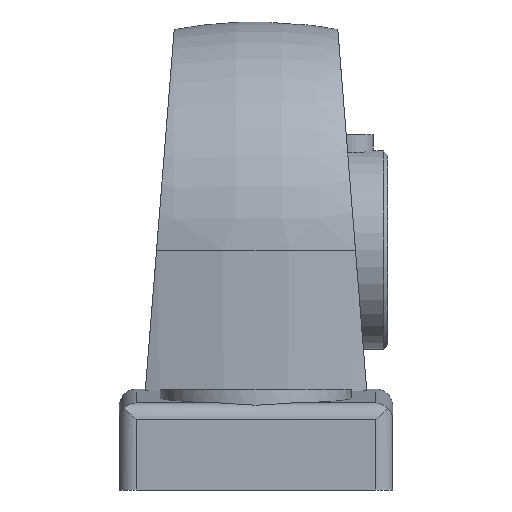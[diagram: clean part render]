
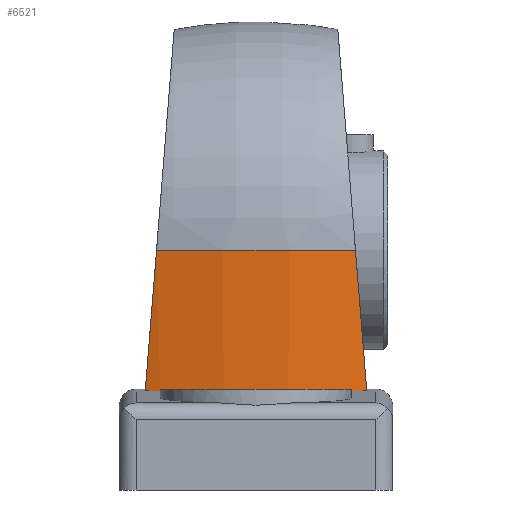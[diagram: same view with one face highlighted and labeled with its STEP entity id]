
A CAD part, front view. The second image highlights one B-rep face of the part: STEP entity #6521.
In plain terms, the highlighted cylindrical face has radius 60.579 mm (diameter 121.158 mm), a partial arc.
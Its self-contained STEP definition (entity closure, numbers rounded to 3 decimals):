
#46 = LINE ( 'NONE', #7764, #10196 ) ;
#231 = CARTESIAN_POINT ( 'NONE',  ( -15.377, -29.716, -19.547 ) ) ;
#372 = FACE_OUTER_BOUND ( 'NONE', #7109, .T. ) ;
#673 = DIRECTION ( 'NONE',  ( -1., 0., 0. ) ) ;
#733 = VERTEX_POINT ( 'NONE', #3332 ) ;
#914 = CARTESIAN_POINT ( 'NONE',  ( -15.377, -29.716, -19.547 ) ) ;
#976 = VECTOR ( 'NONE', #9003, 1000. ) ;
#1017 = CARTESIAN_POINT ( 'NONE',  ( -14.334, -29.982, -6.537 ) ) ;
#1188 = DIRECTION ( 'NONE',  ( 0., 0., 1. ) ) ;
#1339 = CARTESIAN_POINT ( 'NONE',  ( 14.688, -29.897, -19.557 ) ) ;
#1410 = CARTESIAN_POINT ( 'NONE',  ( 0., 28.879, 0. ) ) ;
#1517 = ORIENTED_EDGE ( 'NONE', *, *, #4695, .T. ) ;
#1531 = EDGE_CURVE ( 'NONE', #733, #9915, #8267, .T. ) ;
#1598 = CARTESIAN_POINT ( 'NONE',  ( -13.3, -30.222, -19.574 ) ) ;
#1599 = CARTESIAN_POINT ( 'NONE',  ( 13.81, -30.105, 0. ) ) ;
#2199 = EDGE_CURVE ( 'NONE', #6314, #9915, #46, .T. ) ;
#2202 = AXIS2_PLACEMENT_3D ( 'NONE', #7358, #8937, #673 ) ;
#2360 = CARTESIAN_POINT ( 'NONE',  ( 14.334, -29.982, -6.537 ) ) ;
#2462 = EDGE_CURVE ( 'NONE', #733, #3128, #7564, .T. ) ;
#2515 = VERTEX_POINT ( 'NONE', #9997 ) ;
#3128 = VERTEX_POINT ( 'NONE', #6062 ) ;
#3332 = CARTESIAN_POINT ( 'NONE',  ( 15.377, -29.716, -19.547 ) ) ;
#3397 = VERTEX_POINT ( 'NONE', #7980 ) ;
#3756 = DIRECTION ( 'NONE',  ( -1., 0., 0. ) ) ;
#3937 = EDGE_CURVE ( 'NONE', #7126, #3397, #8947, .T. ) ;
#4001 = CARTESIAN_POINT ( 'NONE',  ( 14.857, -29.852, -13.053 ) ) ;
#4017 = ORIENTED_EDGE ( 'NONE', *, *, #4052, .F. ) ;
#4052 = EDGE_CURVE ( 'NONE', #7126, #2515, #9806, .T. ) ;
#4109 = CARTESIAN_POINT ( 'NONE',  ( 15.377, -29.716, -19.547 ) ) ;
#4179 = CARTESIAN_POINT ( 'NONE',  ( 13.3, -30.222, -19.3 ) ) ;
#4227 = EDGE_CURVE ( 'NONE', #9591, #2515, #5403, .T. ) ;
#4286 = CARTESIAN_POINT ( 'NONE',  ( -13.81, -30.105, 0. ) ) ;
#4481 = CARTESIAN_POINT ( 'NONE',  ( 13.3, -30.222, -19.574 ) ) ;
#4508 = DIRECTION ( 'NONE',  ( -1., 0., 0. ) ) ;
#4520 = ORIENTED_EDGE ( 'NONE', *, *, #3937, .T. ) ;
#4695 = EDGE_CURVE ( 'NONE', #3397, #6314, #10577, .T. ) ;
#4721 = AXIS2_PLACEMENT_3D ( 'NONE', #1410, #9695, #3756 ) ;
#5318 = CYLINDRICAL_SURFACE ( 'NONE', #6234, 60.579 ) ;
#5403 =( BOUNDED_CURVE ( )  B_SPLINE_CURVE ( 3, ( #4286, #1017, #8478, #914 ),
 .UNSPECIFIED., .F., .T. ) 
 B_SPLINE_CURVE_WITH_KNOTS ( ( 4, 4 ),
 ( 4.942, 4.969 ),
 .UNSPECIFIED. ) 
 CURVE ( )  GEOMETRIC_REPRESENTATION_ITEM ( )  RATIONAL_B_SPLINE_CURVE ( ( 1., 1., 1., 1. ) ) 
 REPRESENTATION_ITEM ( '' )  );
#5709 = ORIENTED_EDGE ( 'NONE', *, *, #4227, .T. ) ;
#6037 = CARTESIAN_POINT ( 'NONE',  ( -13.3, -30.222, -19.574 ) ) ;
#6062 = CARTESIAN_POINT ( 'NONE',  ( 13.81, -30.105, 0. ) ) ;
#6182 = CARTESIAN_POINT ( 'NONE',  ( 0., 28.879, -20.3 ) ) ;
#6234 = AXIS2_PLACEMENT_3D ( 'NONE', #6182, #1188, #4508 ) ;
#6314 = VERTEX_POINT ( 'NONE', #4179 ) ;
#6521 = ADVANCED_FACE ( 'NONE', ( #372 ), #5318, .T. ) ;
#6558 = ORIENTED_EDGE ( 'NONE', *, *, #1531, .F. ) ;
#6710 = CARTESIAN_POINT ( 'NONE',  ( -13.3, -30.222, -19.476 ) ) ;
#7109 = EDGE_LOOP ( 'NONE', ( #4520, #1517, #7973, #6558, #8698, #9452, #5709, #4017 ) ) ;
#7110 = CARTESIAN_POINT ( 'NONE',  ( 13.995, -30.066, -19.565 ) ) ;
#7126 = VERTEX_POINT ( 'NONE', #1598 ) ;
#7358 = CARTESIAN_POINT ( 'NONE',  ( 0., 28.879, -19.3 ) ) ;
#7564 =( BOUNDED_CURVE ( )  B_SPLINE_CURVE ( 3, ( #4109, #4001, #2360, #1599 ),
 .UNSPECIFIED., .F., .T. ) 
 B_SPLINE_CURVE_WITH_KNOTS ( ( 4, 4 ),
 ( 4.456, 4.482 ),
 .UNSPECIFIED. ) 
 CURVE ( )  GEOMETRIC_REPRESENTATION_ITEM ( )  RATIONAL_B_SPLINE_CURVE ( ( 1., 1., 1., 1. ) ) 
 REPRESENTATION_ITEM ( '' )  );
#7630 = CARTESIAN_POINT ( 'NONE',  ( -14.688, -29.897, -19.557 ) ) ;
#7704 = DIRECTION ( 'NONE',  ( 0., 0., -1. ) ) ;
#7764 = CARTESIAN_POINT ( 'NONE',  ( 13.3, -30.222, -19.476 ) ) ;
#7769 = CARTESIAN_POINT ( 'NONE',  ( -13.81, -30.105, 0. ) ) ;
#7973 = ORIENTED_EDGE ( 'NONE', *, *, #2199, .T. ) ;
#7980 = CARTESIAN_POINT ( 'NONE',  ( -13.3, -30.222, -19.3 ) ) ;
#8027 = CARTESIAN_POINT ( 'NONE',  ( 13.3, -30.222, -19.574 ) ) ;
#8081 = CARTESIAN_POINT ( 'NONE',  ( 15.377, -29.716, -19.547 ) ) ;
#8267 =( BOUNDED_CURVE ( )  B_SPLINE_CURVE ( 3, ( #8081, #1339, #7110, #8027 ),
 .UNSPECIFIED., .F., .T. ) 
 B_SPLINE_CURVE_WITH_KNOTS ( ( 4, 4 ),
 ( 6.027, 6.062 ),
 .UNSPECIFIED. ) 
 CURVE ( )  GEOMETRIC_REPRESENTATION_ITEM ( )  RATIONAL_B_SPLINE_CURVE ( ( 1., 1., 1., 1. ) ) 
 REPRESENTATION_ITEM ( '' )  );
#8478 = CARTESIAN_POINT ( 'NONE',  ( -14.857, -29.852, -13.053 ) ) ;
#8698 = ORIENTED_EDGE ( 'NONE', *, *, #2462, .T. ) ;
#8937 = DIRECTION ( 'NONE',  ( 0., 0., 1. ) ) ;
#8947 = LINE ( 'NONE', #6710, #976 ) ;
#9003 = DIRECTION ( 'NONE',  ( 0., 0., 1. ) ) ;
#9272 = EDGE_CURVE ( 'NONE', #3128, #9591, #9412, .T. ) ;
#9412 = CIRCLE ( 'NONE', #4721, 60.579 ) ;
#9452 = ORIENTED_EDGE ( 'NONE', *, *, #9272, .T. ) ;
#9591 = VERTEX_POINT ( 'NONE', #7769 ) ;
#9695 = DIRECTION ( 'NONE',  ( 0., 0., -1. ) ) ;
#9806 =( BOUNDED_CURVE ( )  B_SPLINE_CURVE ( 3, ( #6037, #10094, #7630, #231 ),
 .UNSPECIFIED., .F., .T. ) 
 B_SPLINE_CURVE_WITH_KNOTS ( ( 4, 4 ),
 ( 0.221, 0.257 ),
 .UNSPECIFIED. ) 
 CURVE ( )  GEOMETRIC_REPRESENTATION_ITEM ( )  RATIONAL_B_SPLINE_CURVE ( ( 1., 1., 1., 1. ) ) 
 REPRESENTATION_ITEM ( '' )  );
#9915 = VERTEX_POINT ( 'NONE', #4481 ) ;
#9997 = CARTESIAN_POINT ( 'NONE',  ( -15.377, -29.716, -19.547 ) ) ;
#10094 = CARTESIAN_POINT ( 'NONE',  ( -13.995, -30.066, -19.565 ) ) ;
#10196 = VECTOR ( 'NONE', #7704, 1000. ) ;
#10577 = CIRCLE ( 'NONE', #2202, 60.579 ) ;
